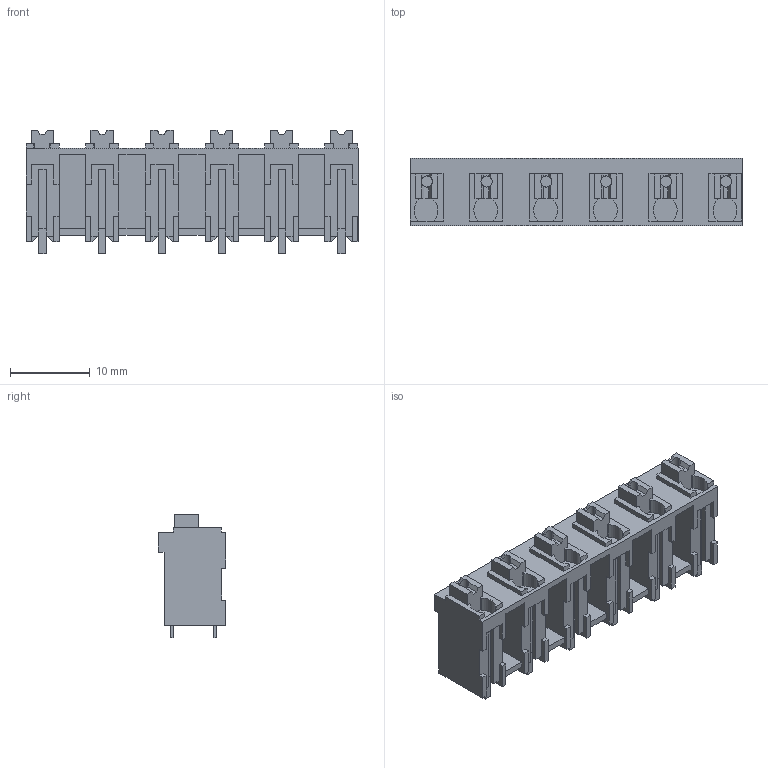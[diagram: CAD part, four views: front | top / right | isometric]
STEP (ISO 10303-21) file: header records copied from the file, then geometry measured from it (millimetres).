
FILE_DESCRIPTION(('CATIA V5 STEP Exchange','CAx-IF Rec.Pracs.--- Model Styling and Organization---1.2---2011-12-15'),'2;1');
FILE_NAME ('D1458074_0_1874950000_1874950000.stp','2018-03-20T09:32:49+00:00',('none'),('Weidmueller'),'CATIA Version 5-6 Release 2014','CATIA V5 STEP AP214','none');
FILE_SCHEMA(('AUTOMOTIVE_DESIGN { 1 0 10303 214 1 1 1 1 }'));
Length unit declared in the file: millimetre
Products named in the file (1): 1874950000
Bounding box: 41.63 x 8.5 x 15.45 mm (x, y, z)
Volume: 2417.8 mm3; surface area: 3749.1 mm2
Topology: 19 solids, 19 shells, 538 faces, 1529 edges, 1033 vertices
Faces by surface type: plane 514, cylinder 24
Entity records: 16773 total; most frequent: CARTESIAN_POINT 3115, ORIENTED_EDGE 3058, DIRECTION 2219, EDGE_CURVE 1529, VECTOR 1433, LINE 1433, VERTEX_POINT 1033, EDGE_LOOP 542
